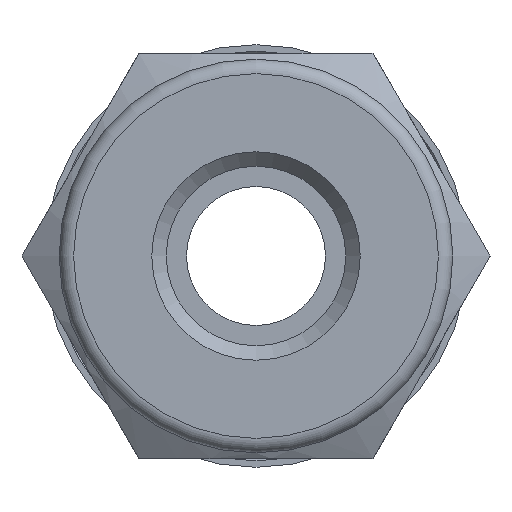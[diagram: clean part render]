
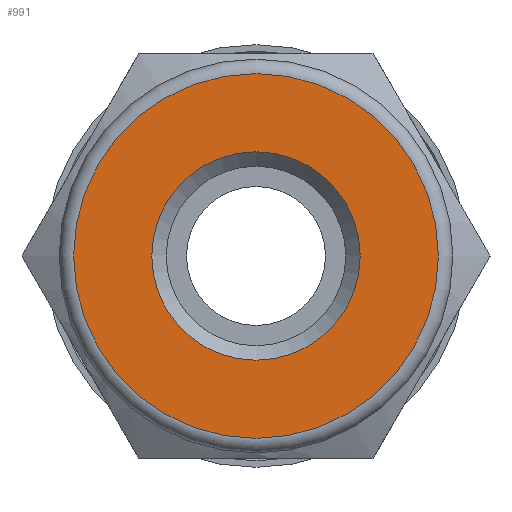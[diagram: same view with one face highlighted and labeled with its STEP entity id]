
A CAD part, left-side view. The second image highlights one B-rep face of the part: STEP entity #991.
In plain terms, the highlighted planar face has unit normal (-1, 0, 0).
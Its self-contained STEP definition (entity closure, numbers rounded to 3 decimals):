
#30=FACE_BOUND('',#222,.T.);
#57=CIRCLE('',#1099,3.6);
#58=CIRCLE('',#1101,6.3);
#152=FACE_OUTER_BOUND('',#221,.T.);
#221=EDGE_LOOP('',(#782));
#222=EDGE_LOOP('',(#783));
#451=VERTEX_POINT('',#1678);
#452=VERTEX_POINT('',#1682);
#571=EDGE_CURVE('',#451,#451,#57,.T.);
#572=EDGE_CURVE('',#452,#452,#58,.T.);
#782=ORIENTED_EDGE('',*,*,#572,.F.);
#783=ORIENTED_EDGE('',*,*,#571,.T.);
#949=PLANE('',#1100);
#991=ADVANCED_FACE('',(#152,#30),#949,.T.);
#1099=AXIS2_PLACEMENT_3D('',#1680,#1294,#1295);
#1100=AXIS2_PLACEMENT_3D('',#1681,#1296,#1297);
#1101=AXIS2_PLACEMENT_3D('',#1683,#1298,#1299);
#1294=DIRECTION('center_axis',(1.,0.,0.));
#1295=DIRECTION('ref_axis',(0.,0.,-1.));
#1296=DIRECTION('center_axis',(-1.,0.,0.));
#1297=DIRECTION('ref_axis',(0.,0.,1.));
#1298=DIRECTION('center_axis',(1.,0.,0.));
#1299=DIRECTION('ref_axis',(0.,0.,-1.));
#1678=CARTESIAN_POINT('',(0.002,-3.6,0.));
#1680=CARTESIAN_POINT('Origin',(0.002,0.,
0.));
#1681=CARTESIAN_POINT('Origin',(0.002,6.3,0.));
#1682=CARTESIAN_POINT('',(0.002,0.,6.3));
#1683=CARTESIAN_POINT('Origin',(0.002,0.,
0.));
